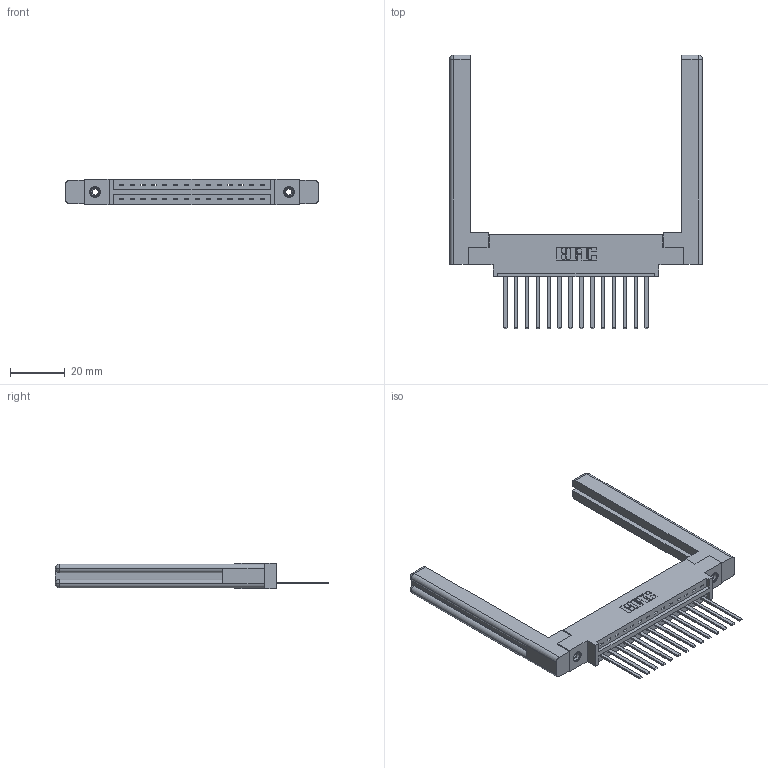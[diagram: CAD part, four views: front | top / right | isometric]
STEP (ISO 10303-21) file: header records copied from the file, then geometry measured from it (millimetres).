
FILE_DESCRIPTION (( 'STEP AP203' ), '1' );
FILE_NAME ('337-014-544-658.STEP', '2019-09-28T16:03:34', ( '' ), ( '' ), 'SwSTEP 2.0', 'SolidWorks 2016', '' );
FILE_SCHEMA (( 'CONFIG_CONTROL_DESIGN' ));
Length unit declared in the file: inch
Products named in the file (5): 345-292-001_345-293-144; 337 Part_0.170 Offset - 0.156 Dia-TI; 307-220-058; 337-014-544-658; 345-250-001_345-250-001-102
Assembly tree (19 placements, depth 2):
  337-014-544-658
    337 Part_0.170 Offset - 0.156 Dia-TI
    345-292-001_345-293-144  x14
    345-250-001_345-250-001-102  x2
    307-220-058  x2
Bounding box: 92.1 x 99.7 x 9.4 mm (x, y, z)
Volume: 16428.7 mm3; surface area: 15263 mm2
Topology: 19 solids, 19 shells, 1044 faces, 3057 edges, 2006 vertices
Faces by surface type: plane 746, cylinder 274, cone 12, torus 12
Entity records: 16610 total; most frequent: CARTESIAN_POINT 2891, ORIENTED_EDGE 2780, DIRECTION 2506, EDGE_CURVE 1390, LINE 1218, VECTOR 1218, VERTEX_POINT 918, AXIS2_PLACEMENT_3D 644
